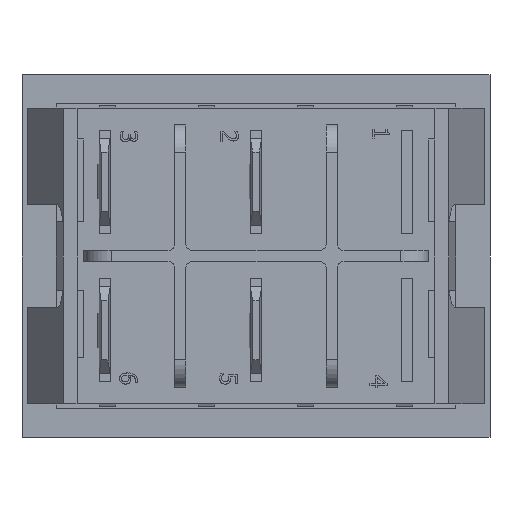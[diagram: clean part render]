
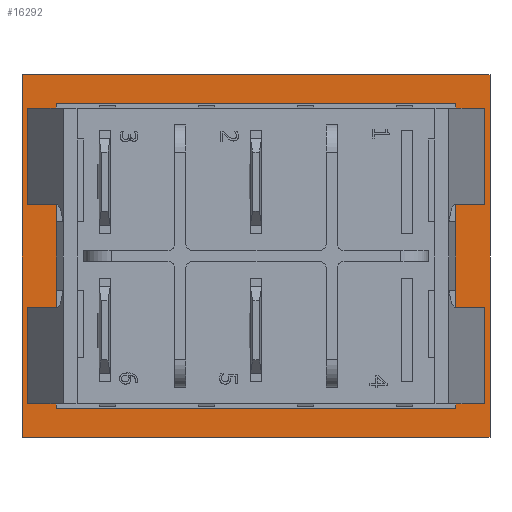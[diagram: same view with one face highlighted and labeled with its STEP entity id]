
A CAD part, front view. The second image highlights one B-rep face of the part: STEP entity #16292.
In plain terms, the highlighted planar face has unit normal (0, -1, 0).
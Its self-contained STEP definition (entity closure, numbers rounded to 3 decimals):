
#103=FACE_BOUND('',#1647,.T.);
#754=FACE_OUTER_BOUND('',#1646,.T.);
#1646=EDGE_LOOP('',(#10974,#10975,#10976,#10977));
#1647=EDGE_LOOP('',(#10978,#10979,#10980,#10981,#10982,#10983,#10984,#10985,
#10986,#10987,#10988,#10989,#10990,#10991,#10992,#10993,#10994,#10995,#10996,
#10997,#10998,#10999,#11000,#11001));
#2664=LINE('',#23142,#4702);
#2665=LINE('',#23144,#4703);
#2666=LINE('',#23146,#4704);
#2667=LINE('',#23147,#4705);
#2668=LINE('',#23150,#4706);
#2669=LINE('',#23152,#4707);
#2670=LINE('',#23154,#4708);
#2671=LINE('',#23156,#4709);
#2672=LINE('',#23157,#4710);
#2673=LINE('',#23159,#4711);
#2674=LINE('',#23161,#4712);
#2675=LINE('',#23163,#4713);
#2676=LINE('',#23165,#4714);
#2677=LINE('',#23167,#4715);
#2678=LINE('',#23169,#4716);
#2679=LINE('',#23171,#4717);
#2680=LINE('',#23173,#4718);
#2681=LINE('',#23175,#4719);
#2682=LINE('',#23177,#4720);
#2683=LINE('',#23179,#4721);
#2684=LINE('',#23181,#4722);
#2685=LINE('',#23183,#4723);
#2686=LINE('',#23185,#4724);
#2687=LINE('',#23187,#4725);
#2688=LINE('',#23189,#4726);
#2689=LINE('',#23191,#4727);
#2690=LINE('',#23193,#4728);
#2691=LINE('',#23194,#4729);
#4702=VECTOR('',#18576,10.);
#4703=VECTOR('',#18577,10.);
#4704=VECTOR('',#18578,10.);
#4705=VECTOR('',#18579,10.);
#4706=VECTOR('',#18580,10.);
#4707=VECTOR('',#18581,10.);
#4708=VECTOR('',#18582,10.);
#4709=VECTOR('',#18583,10.);
#4710=VECTOR('',#18584,10.);
#4711=VECTOR('',#18585,10.);
#4712=VECTOR('',#18586,10.);
#4713=VECTOR('',#18587,10.);
#4714=VECTOR('',#18588,10.);
#4715=VECTOR('',#18589,10.);
#4716=VECTOR('',#18590,10.);
#4717=VECTOR('',#18591,10.);
#4718=VECTOR('',#18592,10.);
#4719=VECTOR('',#18593,10.);
#4720=VECTOR('',#18594,10.);
#4721=VECTOR('',#18595,10.);
#4722=VECTOR('',#18596,10.);
#4723=VECTOR('',#18597,10.);
#4724=VECTOR('',#18598,10.);
#4725=VECTOR('',#18599,10.);
#4726=VECTOR('',#18600,10.);
#4727=VECTOR('',#18601,10.);
#4728=VECTOR('',#18602,10.);
#4729=VECTOR('',#18603,10.);
#6700=VERTEX_POINT('',#23044);
#6742=VERTEX_POINT('',#23140);
#6743=VERTEX_POINT('',#23141);
#6744=VERTEX_POINT('',#23143);
#6745=VERTEX_POINT('',#23145);
#6746=VERTEX_POINT('',#23148);
#6747=VERTEX_POINT('',#23149);
#6748=VERTEX_POINT('',#23151);
#6749=VERTEX_POINT('',#23153);
#6750=VERTEX_POINT('',#23155);
#6751=VERTEX_POINT('',#23158);
#6752=VERTEX_POINT('',#23160);
#6753=VERTEX_POINT('',#23162);
#6754=VERTEX_POINT('',#23164);
#6755=VERTEX_POINT('',#23166);
#6756=VERTEX_POINT('',#23168);
#6757=VERTEX_POINT('',#23170);
#6758=VERTEX_POINT('',#23172);
#6759=VERTEX_POINT('',#23174);
#6760=VERTEX_POINT('',#23176);
#6761=VERTEX_POINT('',#23178);
#6762=VERTEX_POINT('',#23180);
#6763=VERTEX_POINT('',#23182);
#6764=VERTEX_POINT('',#23184);
#6765=VERTEX_POINT('',#23186);
#6766=VERTEX_POINT('',#23188);
#6767=VERTEX_POINT('',#23190);
#6768=VERTEX_POINT('',#23192);
#8379=EDGE_CURVE('',#6742,#6743,#2664,.T.);
#8380=EDGE_CURVE('',#6743,#6744,#2665,.T.);
#8381=EDGE_CURVE('',#6744,#6745,#2666,.T.);
#8382=EDGE_CURVE('',#6745,#6742,#2667,.T.);
#8383=EDGE_CURVE('',#6746,#6747,#2668,.T.);
#8384=EDGE_CURVE('',#6748,#6746,#2669,.T.);
#8385=EDGE_CURVE('',#6749,#6748,#2670,.T.);
#8386=EDGE_CURVE('',#6749,#6750,#2671,.T.);
#8387=EDGE_CURVE('',#6700,#6750,#2672,.T.);
#8388=EDGE_CURVE('',#6700,#6751,#2673,.T.);
#8389=EDGE_CURVE('',#6752,#6751,#2674,.T.);
#8390=EDGE_CURVE('',#6753,#6752,#2675,.T.);
#8391=EDGE_CURVE('',#6754,#6753,#2676,.T.);
#8392=EDGE_CURVE('',#6754,#6755,#2677,.T.);
#8393=EDGE_CURVE('',#6755,#6756,#2678,.T.);
#8394=EDGE_CURVE('',#6756,#6757,#2679,.T.);
#8395=EDGE_CURVE('',#6758,#6757,#2680,.T.);
#8396=EDGE_CURVE('',#6759,#6758,#2681,.T.);
#8397=EDGE_CURVE('',#6760,#6759,#2682,.T.);
#8398=EDGE_CURVE('',#6760,#6761,#2683,.T.);
#8399=EDGE_CURVE('',#6762,#6761,#2684,.T.);
#8400=EDGE_CURVE('',#6762,#6763,#2685,.T.);
#8401=EDGE_CURVE('',#6764,#6763,#2686,.T.);
#8402=EDGE_CURVE('',#6765,#6764,#2687,.T.);
#8403=EDGE_CURVE('',#6766,#6765,#2688,.T.);
#8404=EDGE_CURVE('',#6766,#6767,#2689,.T.);
#8405=EDGE_CURVE('',#6767,#6768,#2690,.T.);
#8406=EDGE_CURVE('',#6768,#6747,#2691,.T.);
#10974=ORIENTED_EDGE('',*,*,#8379,.T.);
#10975=ORIENTED_EDGE('',*,*,#8380,.T.);
#10976=ORIENTED_EDGE('',*,*,#8381,.T.);
#10977=ORIENTED_EDGE('',*,*,#8382,.T.);
#10978=ORIENTED_EDGE('',*,*,#8383,.F.);
#10979=ORIENTED_EDGE('',*,*,#8384,.F.);
#10980=ORIENTED_EDGE('',*,*,#8385,.F.);
#10981=ORIENTED_EDGE('',*,*,#8386,.T.);
#10982=ORIENTED_EDGE('',*,*,#8387,.F.);
#10983=ORIENTED_EDGE('',*,*,#8388,.T.);
#10984=ORIENTED_EDGE('',*,*,#8389,.F.);
#10985=ORIENTED_EDGE('',*,*,#8390,.F.);
#10986=ORIENTED_EDGE('',*,*,#8391,.F.);
#10987=ORIENTED_EDGE('',*,*,#8392,.T.);
#10988=ORIENTED_EDGE('',*,*,#8393,.T.);
#10989=ORIENTED_EDGE('',*,*,#8394,.T.);
#10990=ORIENTED_EDGE('',*,*,#8395,.F.);
#10991=ORIENTED_EDGE('',*,*,#8396,.F.);
#10992=ORIENTED_EDGE('',*,*,#8397,.F.);
#10993=ORIENTED_EDGE('',*,*,#8398,.T.);
#10994=ORIENTED_EDGE('',*,*,#8399,.F.);
#10995=ORIENTED_EDGE('',*,*,#8400,.T.);
#10996=ORIENTED_EDGE('',*,*,#8401,.F.);
#10997=ORIENTED_EDGE('',*,*,#8402,.F.);
#10998=ORIENTED_EDGE('',*,*,#8403,.F.);
#10999=ORIENTED_EDGE('',*,*,#8404,.T.);
#11000=ORIENTED_EDGE('',*,*,#8405,.T.);
#11001=ORIENTED_EDGE('',*,*,#8406,.T.);
#15587=PLANE('',#17240);
#16292=ADVANCED_FACE('',(#754,#103),#15587,.T.);
#17240=AXIS2_PLACEMENT_3D('',#23139,#18574,#18575);
#18574=DIRECTION('center_axis',(0.,-1.,0.));
#18575=DIRECTION('ref_axis',(0.,0.,
1.));
#18576=DIRECTION('',(1.,0.,0.));
#18577=DIRECTION('',(0.,0.,1.));
#18578=DIRECTION('',(-1.,0.,0.));
#18579=DIRECTION('',(0.,0.,-1.));
#18580=DIRECTION('',(-1.,0.,0.));
#18581=DIRECTION('',(0.,0.,1.));
#18582=DIRECTION('',(1.,0.,0.));
#18583=DIRECTION('',(0.,0.,-1.));
#18584=DIRECTION('',(0.,0.,1.));
#18585=DIRECTION('',(0.,0.,-1.));
#18586=DIRECTION('',(-1.,0.,0.));
#18587=DIRECTION('',(0.,0.,1.));
#18588=DIRECTION('',(1.,0.,0.));
#18589=DIRECTION('',(0.,0.,-1.));
#18590=DIRECTION('',(-1.,0.,0.));
#18591=DIRECTION('',(0.,0.,1.));
#18592=DIRECTION('',(1.,0.,0.));
#18593=DIRECTION('',(0.,0.,-1.));
#18594=DIRECTION('',(-1.,0.,0.));
#18595=DIRECTION('',(0.,0.,1.));
#18596=DIRECTION('',(0.,0.,-1.));
#18597=DIRECTION('',(0.,0.,1.));
#18598=DIRECTION('',(1.,0.,0.));
#18599=DIRECTION('',(0.,0.,-1.));
#18600=DIRECTION('',(-1.,0.,0.));
#18601=DIRECTION('',(0.,0.,1.));
#18602=DIRECTION('',(1.,0.,0.));
#18603=DIRECTION('',(0.,0.,-1.));
#23044=CARTESIAN_POINT('',(14.5,15.75,-2.5));
#23139=CARTESIAN_POINT('Origin',(8.5,15.75,-6.575));
#23140=CARTESIAN_POINT('',(-17.,15.75,-13.15));
#23141=CARTESIAN_POINT('',(17.,15.75,-13.15));
#23142=CARTESIAN_POINT('',(-17.,15.75,-13.15));
#23143=CARTESIAN_POINT('',(17.,15.75,13.15));
#23144=CARTESIAN_POINT('',(17.,15.75,-13.15));
#23145=CARTESIAN_POINT('',(-17.,15.75,13.15));
#23146=CARTESIAN_POINT('',(17.,15.75,13.15));
#23147=CARTESIAN_POINT('',(-17.,15.75,13.15));
#23148=CARTESIAN_POINT('',(14.964,15.75,10.75));
#23149=CARTESIAN_POINT('',(14.5,15.75,10.75));
#23150=CARTESIAN_POINT('',(11.651,15.75,10.75));
#23151=CARTESIAN_POINT('',(14.964,15.75,3.75));
#23152=CARTESIAN_POINT('',(14.964,15.75,2.088));
#23153=CARTESIAN_POINT('',(14.5,15.75,3.75));
#23154=CARTESIAN_POINT('',(14.75,15.75,3.75));
#23155=CARTESIAN_POINT('',(14.5,15.75,2.5));
#23156=CARTESIAN_POINT('',(14.5,15.75,11.05));
#23157=CARTESIAN_POINT('',(14.5,15.75,-3.288));
#23158=CARTESIAN_POINT('',(14.5,15.75,-3.75));
#23159=CARTESIAN_POINT('',(14.5,15.75,11.05));
#23160=CARTESIAN_POINT('',(14.964,15.75,-3.75));
#23161=CARTESIAN_POINT('',(14.75,15.75,-3.75));
#23162=CARTESIAN_POINT('',(14.964,15.75,-10.75));
#23163=CARTESIAN_POINT('',(14.964,15.75,-8.663));
#23164=CARTESIAN_POINT('',(14.5,15.75,-10.75));
#23165=CARTESIAN_POINT('',(11.651,15.75,-10.75));
#23166=CARTESIAN_POINT('',(14.5,15.75,-11.05));
#23167=CARTESIAN_POINT('',(14.5,15.75,11.05));
#23168=CARTESIAN_POINT('',(-14.5,15.75,-11.05));
#23169=CARTESIAN_POINT('',(14.5,15.75,-11.05));
#23170=CARTESIAN_POINT('',(-14.5,15.75,-10.75));
#23171=CARTESIAN_POINT('',(-14.5,15.75,-11.05));
#23172=CARTESIAN_POINT('',(-14.964,15.75,-10.75));
#23173=CARTESIAN_POINT('',(-3.151,15.75,-10.75));
#23174=CARTESIAN_POINT('',(-14.964,15.75,-3.75));
#23175=CARTESIAN_POINT('',(-14.964,15.75,-8.663));
#23176=CARTESIAN_POINT('',(-14.5,15.75,-3.75));
#23177=CARTESIAN_POINT('',(-6.25,15.75,-3.75));
#23178=CARTESIAN_POINT('',(-14.5,15.75,-2.5));
#23179=CARTESIAN_POINT('',(-14.5,15.75,-11.05));
#23180=CARTESIAN_POINT('',(-14.5,15.75,2.5));
#23181=CARTESIAN_POINT('',(-14.5,15.75,-3.288));
#23182=CARTESIAN_POINT('',(-14.5,15.75,3.75));
#23183=CARTESIAN_POINT('',(-14.5,15.75,-11.05));
#23184=CARTESIAN_POINT('',(-14.964,15.75,3.75));
#23185=CARTESIAN_POINT('',(-6.25,15.75,3.75));
#23186=CARTESIAN_POINT('',(-14.964,15.75,10.75));
#23187=CARTESIAN_POINT('',(-14.964,15.75,2.088));
#23188=CARTESIAN_POINT('',(-14.5,15.75,10.75));
#23189=CARTESIAN_POINT('',(-3.151,15.75,10.75));
#23190=CARTESIAN_POINT('',(-14.5,15.75,11.05));
#23191=CARTESIAN_POINT('',(-14.5,15.75,-11.05));
#23192=CARTESIAN_POINT('',(14.5,15.75,11.05));
#23193=CARTESIAN_POINT('',(-14.5,15.75,11.05));
#23194=CARTESIAN_POINT('',(14.5,15.75,11.05));
